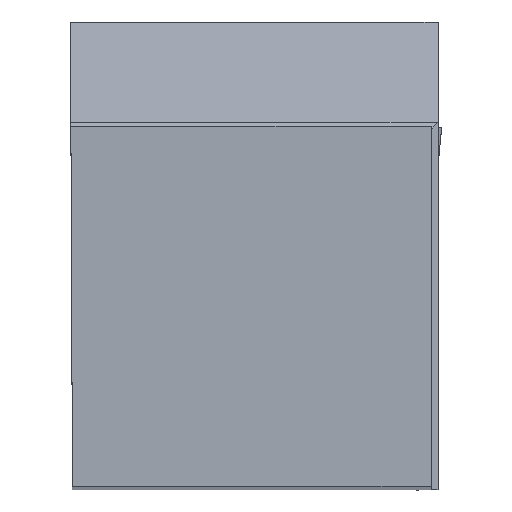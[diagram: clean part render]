
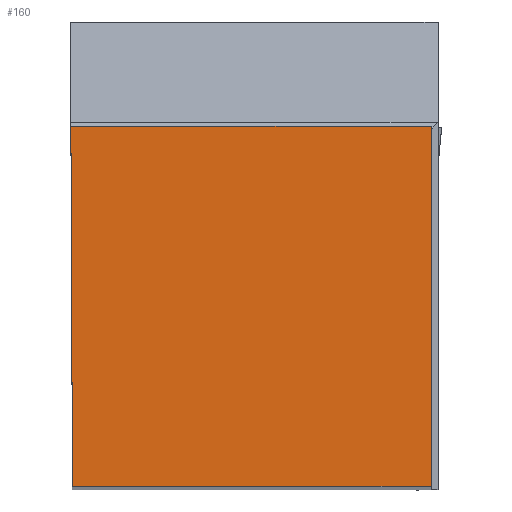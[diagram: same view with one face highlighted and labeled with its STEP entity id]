
A CAD part, top view. The second image highlights one B-rep face of the part: STEP entity #160.
In plain terms, the highlighted planar face has unit normal (0, 0, 1).
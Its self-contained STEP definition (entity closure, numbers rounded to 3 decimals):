
#160=ADVANCED_FACE('BLANK_BOXF006',(#258),#205,.F.);
#205=PLANE('',#1252);
#258=FACE_OUTER_BOUND('',#312,.T.);
#312=EDGE_LOOP('',(#563,#564,#565,#566));
#563=ORIENTED_EDGE('',*,*,#867,.T.);
#564=ORIENTED_EDGE('',*,*,#868,.T.);
#565=ORIENTED_EDGE('',*,*,#869,.T.);
#566=ORIENTED_EDGE('',*,*,#857,.T.);
#724=VERTEX_POINT('',#1952);
#725=VERTEX_POINT('',#1954);
#731=VERTEX_POINT('',#1973);
#732=VERTEX_POINT('',#1975);
#857=EDGE_CURVE('',#725,#724,#978,.T.);
#867=EDGE_CURVE('',#724,#731,#988,.T.);
#868=EDGE_CURVE('',#731,#732,#989,.T.);
#869=EDGE_CURVE('',#732,#725,#990,.T.);
#978=LINE('',#1953,#1103);
#988=LINE('',#1972,#1113);
#989=LINE('',#1974,#1114);
#990=LINE('',#1976,#1115);
#1103=VECTOR('',#1476,1.);
#1113=VECTOR('',#1492,1.);
#1114=VECTOR('',#1493,1.);
#1115=VECTOR('',#1494,1.);
#1252=AXIS2_PLACEMENT_3D('',#1977,#1495,#1496);
#1476=DIRECTION('',(1.,0.,0.));
#1492=DIRECTION('',(0.,1.,0.));
#1493=DIRECTION('',(-1.,0.,0.));
#1494=DIRECTION('',(0.004,-1.,0.));
#1495=DIRECTION('',(0.,0.,-1.));
#1496=DIRECTION('',(0.,-1.,0.));
#1952=CARTESIAN_POINT('',(25.273,0.,0.));
#1953=CARTESIAN_POINT('',(-151.6,0.,0.));
#1954=CARTESIAN_POINT('',(0.11,0.,0.));
#1972=CARTESIAN_POINT('',(25.273,-151.6,0.));
#1973=CARTESIAN_POINT('',(25.273,25.273,0.));
#1974=CARTESIAN_POINT('',(151.6,25.273,0.));
#1975=CARTESIAN_POINT('',(0.,25.273,0.));
#1976=CARTESIAN_POINT('',(-0.551,151.599,0.));
#1977=CARTESIAN_POINT('',(25.76,-5.,0.));
